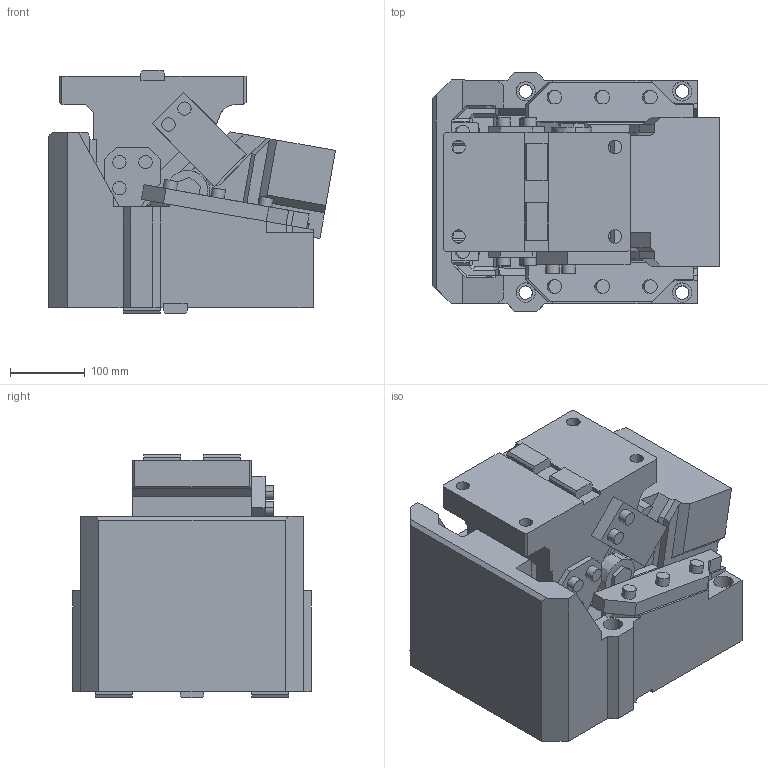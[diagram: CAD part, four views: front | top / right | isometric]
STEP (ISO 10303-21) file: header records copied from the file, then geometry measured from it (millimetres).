
FILE_DESCRIPTION(('CATIA V5 STEP Exchange'),'2;1');
FILE_NAME('CDCP_200_10_60.stp','2016-09-28T10:51:41+00:00',('none'),('none'),'CATIA Version 5 Release 20 GA (IN-10)','CATIA V5 STEP AP203','none');
FILE_SCHEMA(('CONFIG_CONTROL_DESIGN'));
Length unit declared in the file: millimetre
Products named in the file (1): CDCP-200-10-60
Bounding box: 385.01 x 320 x 327 mm (x, y, z)
Volume: 20781016.3 mm3; surface area: 1126046.5 mm2
Topology: 3 solids, 3 shells, 627 faces, 1701 edges, 1106 vertices
Faces by surface type: plane 507, cylinder 110, bspline 4, cone 4, extrusion 2
Entity records: 20315 total; most frequent: CARTESIAN_POINT 4867, ORIENTED_EDGE 3394, DIRECTION 2765, EDGE_CURVE 1697, VECTOR 1403, LINE 1401, VERTEX_POINT 1106, AXIS2_PLACEMENT_3D 777
